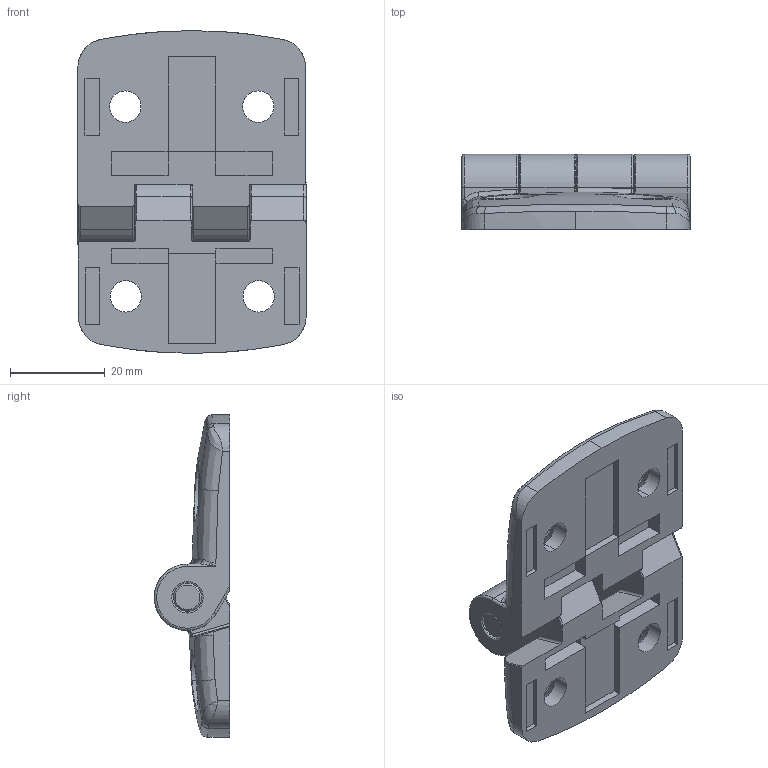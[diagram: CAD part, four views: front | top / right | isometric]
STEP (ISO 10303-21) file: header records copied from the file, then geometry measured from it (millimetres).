
FILE_DESCRIPTION (( 'STEP AP214' ), '1' );
FILE_NAME ('095k3040f00.STEP', '2014-08-13T10:39:30', ( '' ), ( '' ), 'SwSTEP 2.0', 'SolidWorks 2014', '' );
FILE_SCHEMA (( 'AUTOMOTIVE_DESIGN' ));
Length unit declared in the file: millimetre
Products named in the file (4): 095k-02; 095k40f00_095 k 40 f00; 095k30f00_095 k 30 f00; 095k3040f00
Assembly tree (3 placements, depth 2):
  095k3040f00
    095k30f00_095 k 30 f00
    095k40f00_095 k 40 f00
    095k-02
Bounding box: 48.1 x 15.9 x 68 mm (x, y, z)
Volume: 22137.3 mm3; surface area: 12249.1 mm2
Topology: 3 solids, 3 shells, 230 faces, 576 edges, 348 vertices
Faces by surface type: plane 76, cylinder 64, bspline 57, torus 19, cone 14
Entity records: 9249 total; most frequent: CARTESIAN_POINT 4101, ORIENTED_EDGE 1134, DIRECTION 914, EDGE_CURVE 567, VERTEX_POINT 348, AXIS2_PLACEMENT_3D 334, EDGE_LOOP 251, VECTOR 246
